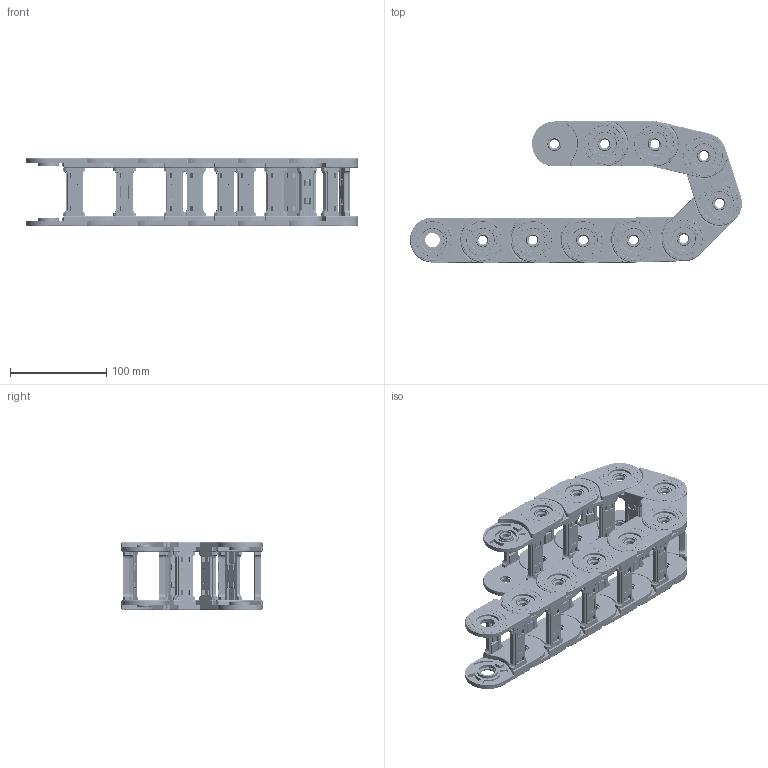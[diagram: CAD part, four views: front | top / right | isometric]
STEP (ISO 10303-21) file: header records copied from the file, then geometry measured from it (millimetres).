
FILE_DESCRIPTION (( 'STEP AP214' ), '1' );
FILE_NAME ('CK30-A050-R050.STEP', '2019-09-16T10:16:01', ( '' ), ( '' ), 'SwSTEP 2.0', 'SolidWorks 2017', '' );
FILE_SCHEMA (( 'AUTOMOTIVE_DESIGN' ));
Length unit declared in the file: millimetre
Products named in the file (2): CK30-A50_1; CK30-A050-R050
Assembly tree (10 placements, depth 2):
  CK30-A050-R050
    CK30-A50_1  x10
Bounding box: 345.3 x 146.7 x 71.25 mm (x, y, z)
Volume: 488005.7 mm3; surface area: 327165.5 mm2
Topology: 40 solids, 40 shells, 10550 faces, 27050 edges, 17020 vertices
Faces by surface type: plane 4340, cylinder 3300, bspline 2700, cone 210
Entity records: 53724 total; most frequent: CARTESIAN_POINT 30738, ORIENTED_EDGE 5366, DIRECTION 3715, EDGE_CURVE 2683, VERTEX_POINT 1702, LINE 1459, VECTOR 1459, EDGE_LOOP 1137
